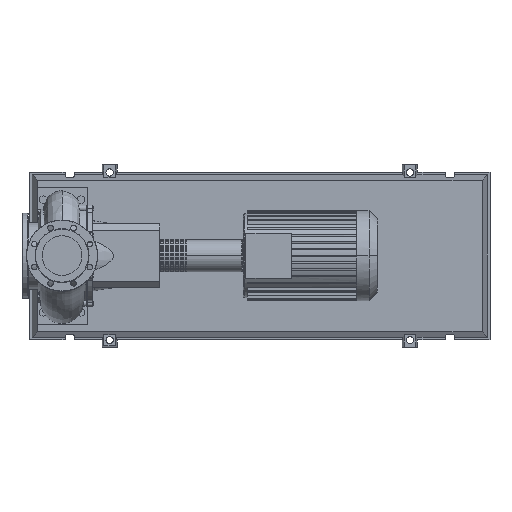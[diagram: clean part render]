
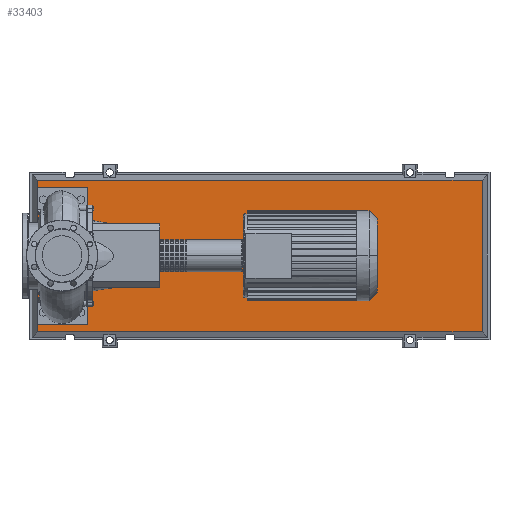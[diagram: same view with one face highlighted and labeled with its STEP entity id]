
A CAD part, top view. The second image highlights one B-rep face of the part: STEP entity #33403.
In plain terms, the highlighted planar face has unit normal (0, 0, 1).
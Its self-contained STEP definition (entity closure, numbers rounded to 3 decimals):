
#33084=CARTESIAN_POINT('',(1678.185,-303.185,123.0));
#33085=VERTEX_POINT('',#33084);
#33092=CARTESIAN_POINT('',(-98.185,-303.185,123.0));
#33093=VERTEX_POINT('',#33092);
#33094=CARTESIAN_POINT('',(1678.185,-303.185,123.0));
#33095=DIRECTION('',(-1.0,0.0,0.0));
#33096=VECTOR('',#33095,1776.37);
#33097=LINE('',#33094,#33096);
#33098=EDGE_CURVE('',#33085,#33093,#33097,.T.);
#33316=CARTESIAN_POINT('',(1678.185,303.185,123.0));
#33317=VERTEX_POINT('',#33316);
#33318=CARTESIAN_POINT('',(1678.185,303.185,123.0));
#33319=DIRECTION('',(0.0,-1.0,0.0));
#33320=VECTOR('',#33319,606.37);
#33321=LINE('',#33318,#33320);
#33322=EDGE_CURVE('',#33317,#33085,#33321,.T.);
#33340=CARTESIAN_POINT('',(-98.185,303.185,123.0));
#33341=VERTEX_POINT('',#33340);
#33342=CARTESIAN_POINT('',(-98.185,-303.185,123.0));
#33343=DIRECTION('',(0.0,1.0,0.0));
#33344=VECTOR('',#33343,606.37);
#33345=LINE('',#33342,#33344);
#33346=EDGE_CURVE('',#33093,#33341,#33345,.T.);
#33379=CARTESIAN_POINT('',(-98.185,303.185,123.0));
#33380=DIRECTION('',(1.0,0.0,0.0));
#33381=VECTOR('',#33380,1776.37);
#33382=LINE('',#33379,#33381);
#33383=EDGE_CURVE('',#33341,#33317,#33382,.T.);
#33392=CARTESIAN_POINT('',(790.,0.,123.0));
#33393=DIRECTION('',(0.0,0.0,1.0));
#33394=DIRECTION('',(1.0,0.0,0.0));
#33395=AXIS2_PLACEMENT_3D('',#33392,#33393,#33394);
#33396=PLANE('',#33395);
#33397=ORIENTED_EDGE('',*,*,#33322,.F.);
#33398=ORIENTED_EDGE('',*,*,#33383,.F.);
#33399=ORIENTED_EDGE('',*,*,#33346,.F.);
#33400=ORIENTED_EDGE('',*,*,#33098,.F.);
#33401=EDGE_LOOP('',(#33397,#33398,#33399,#33400));
#33402=FACE_OUTER_BOUND('',#33401,.T.);
#33403=ADVANCED_FACE('',(#33402),#33396,.T.);
